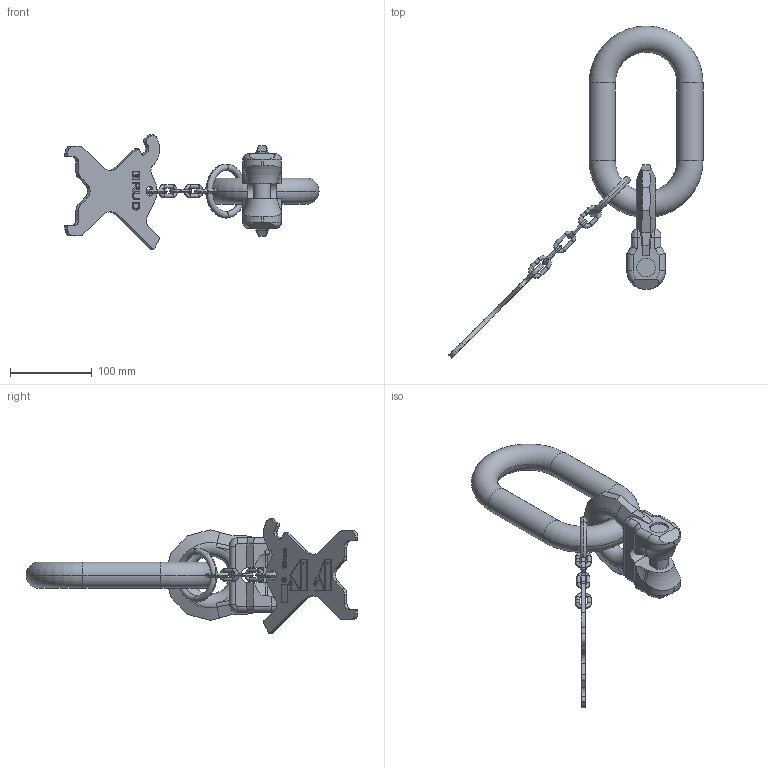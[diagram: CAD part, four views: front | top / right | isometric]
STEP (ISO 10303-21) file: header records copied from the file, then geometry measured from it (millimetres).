
FILE_DESCRIPTION((''),'2;1');
FILE_NAME('001-M34546-P-5_ASM','2014-01-09T',('Andreas.Wendler'),(''),'PRO/ENGINEER BY PARAMETRIC TECHNOLOGY CORPORATION, 2010140','PRO/ENGINEER BY PARAMETRIC TECHNOLOGY CORPORATION, 2010140','');
FILE_SCHEMA(('CONFIG_CONTROL_DESIGN'));
Length unit declared in the file: millimetre
Products named in the file (8): 001-M34546-P-5; 001-M34514-P-1; 001-M31128-V03; 001-M31129-P-3; 001-M33743-001; 001-M31130-003_ASM; 001-M33740-P-1; 001-M34546-P-5_ASM
Assembly tree (10 placements, depth 3):
  001-M34546-P-5_ASM
    001-M34546-P-5
    001-M34514-P-1
    001-M31128-V03
    001-M31129-P-3  x2
    001-M31130-003_ASM
      001-M33743-001  x3
    001-M33740-P-1
Bounding box: 310.27 x 405.27 x 139.46 mm (x, y, z)
Volume: 796862.7 mm3; surface area: 128338.1 mm2
Topology: 9 solids, 9 shells, 1024 faces, 2833 edges, 1863 vertices
Faces by surface type: plane 843, cylinder 135, torus 36, bspline 8, cone 2
Entity records: 32183 total; most frequent: CARTESIAN_POINT 6296, ORIENTED_EDGE 5558, DIRECTION 4974, EDGE_CURVE 2779, VECTOR 2446, LINE 2446, VERTEX_POINT 1835, AXIS2_PLACEMENT_3D 1264
